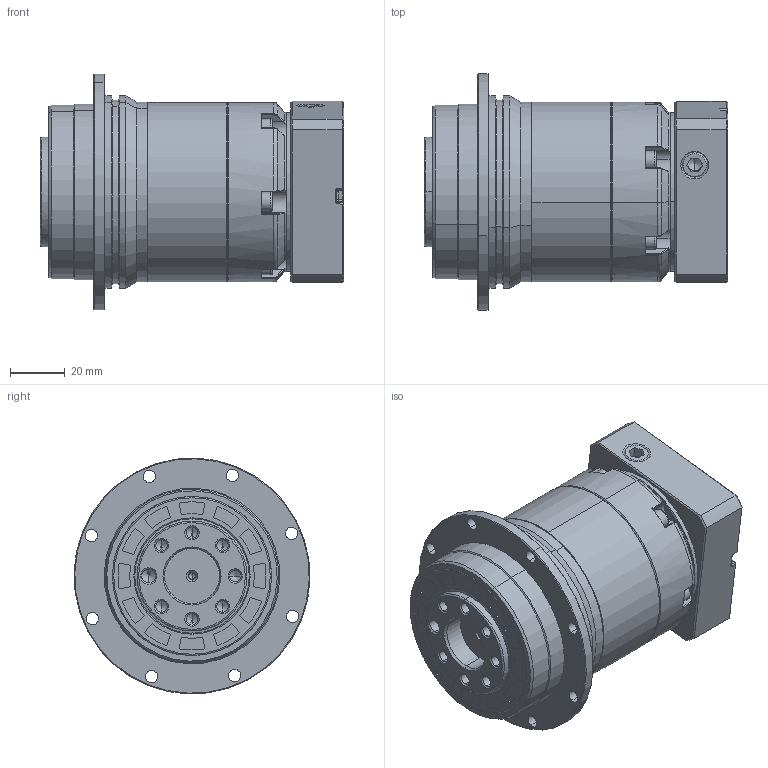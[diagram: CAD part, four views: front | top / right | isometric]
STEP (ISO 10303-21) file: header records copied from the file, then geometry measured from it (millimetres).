
FILE_DESCRIPTION (( 'STEP AP214' ), '1' );
FILE_NAME ('FAD064D-L2-14-50-70-M5.STEP', '2020-11-23T00:34:41', ( '' ), ( '' ), 'SwSTEP 2.0', 'SolidWorks 2014', '' );
FILE_SCHEMA (( 'AUTOMOTIVE_DESIGN' ));
Length unit declared in the file: millimetre
Products named in the file (12): FAD064D-L2-14-50-70-M5; hexagon socket head cap screws gb_GB_FASTENER_SCREWS_HSHCS M5X16-N; 蚐猾40585; 3-输入端壳体FAD064D; FAD064D怀堤俴陎殤; FAD064D齿圈; 坶踡遠18-37-12; hexagon socket head cap screws gb_GB_FASTENER_SCREWS_HSHCS M4X16-N; 11-输入法兰FAB060D-50-70-M5; 输入太阳齿轮060D-14; FAD064D一级内齿圈; hex socket set screws with cone point gb_GB_FASTENER_SCREWS_HSCP M10X10-N
Assembly tree (20 placements, depth 2):
  FAD064D-L2-14-50-70-M5
    FAD064D齿圈
    FAD064D怀堤俴陎殤
    11-输入法兰FAB060D-50-70-M5
    坶踡遠18-37-12
    蚐猾40585
    hexagon socket head cap screws gb_GB_FASTENER_SCREWS_HSHCS M5X16-N
    hex socket set screws with cone point gb_GB_FASTENER_SCREWS_HSCP M10X10-N
    hexagon socket head cap screws gb_GB_FASTENER_SCREWS_HSHCS M4X16-N  x10
    FAD064D一级内齿圈
    输入太阳齿轮060D-14
    3-输入端壳体FAD064D
Bounding box: 110.5 x 85.96 x 85.96 mm (x, y, z)
Volume: 316637.7 mm3; surface area: 92588 mm2
Topology: 20 solids, 21 shells, 1236 faces, 2934 edges, 1748 vertices
Faces by surface type: plane 371, cylinder 369, cone 262, torus 153, bspline 81
Entity records: 39435 total; most frequent: CARTESIAN_POINT 12248, DIRECTION 5179, ORIENTED_EDGE 4740, EDGE_CURVE 2370, AXIS2_PLACEMENT_3D 2128, VERTEX_POINT 1451, CIRCLE 1175, EDGE_LOOP 1139
